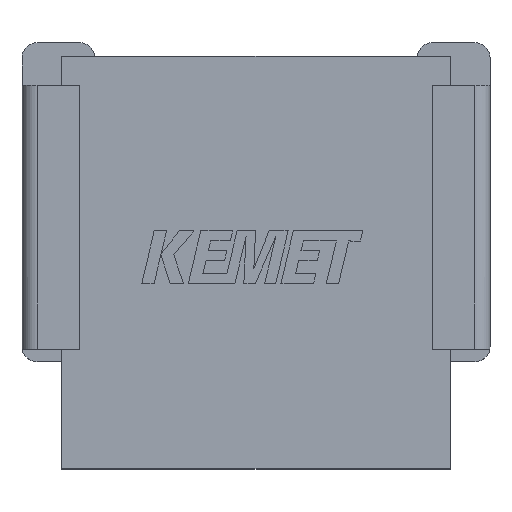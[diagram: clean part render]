
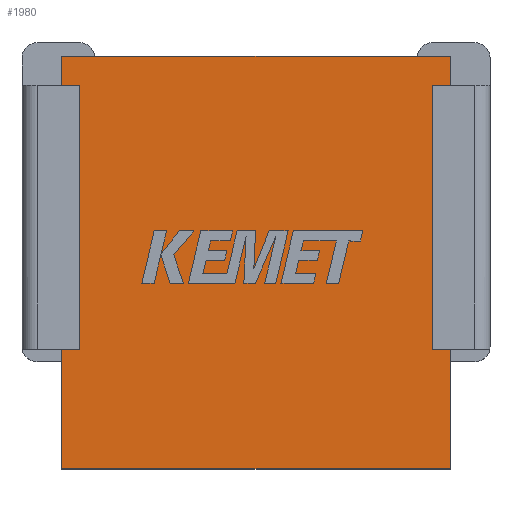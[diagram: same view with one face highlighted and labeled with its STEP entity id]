
A CAD part, top view. The second image highlights one B-rep face of the part: STEP entity #1980.
In plain terms, the highlighted planar face has unit normal (0, 0, 1).
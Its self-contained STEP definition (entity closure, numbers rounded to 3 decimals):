
#29 = CARTESIAN_POINT ( 'NONE',  ( 0.225, 1.509, 0. ) ) ;
#81 = VECTOR ( 'NONE', #1451, 1000. ) ;
#96 = VERTEX_POINT ( 'NONE', #679 ) ;
#112 = EDGE_CURVE ( 'NONE', #1472, #4149, #1075, .T. ) ;
#128 = EDGE_LOOP ( 'NONE', ( #2913, #2632, #1016, #1577, #2382, #3001, #4434, #1338, #4076, #1789, #2012, #2476 ) ) ;
#199 = DIRECTION ( 'NONE',  ( -1., 0., 0. ) ) ;
#214 = VECTOR ( 'NONE', #2062, 1000. ) ;
#248 = CARTESIAN_POINT ( 'NONE',  ( 4.9, 4.837, 0. ) ) ;
#324 = VECTOR ( 'NONE', #199, 1000. ) ;
#402 = CARTESIAN_POINT ( 'NONE',  ( 0., 0., 0. ) ) ;
#406 = VERTEX_POINT ( 'NONE', #4120 ) ;
#424 = LINE ( 'NONE', #29, #81 ) ;
#499 = DIRECTION ( 'NONE',  ( 1., 0., 0. ) ) ;
#538 = DIRECTION ( 'NONE',  ( 0., -1., 0. ) ) ;
#552 = CARTESIAN_POINT ( 'NONE',  ( 4.675, 1.509, 0. ) ) ;
#591 = EDGE_CURVE ( 'NONE', #406, #2704, #1913, .T. ) ;
#632 = LINE ( 'NONE', #1680, #3422 ) ;
#637 = FACE_OUTER_BOUND ( 'NONE', #128, .T. ) ;
#643 = CARTESIAN_POINT ( 'NONE',  ( 0.225, 4.837, 0. ) ) ;
#654 = DIRECTION ( 'NONE',  ( -1., 0., 0. ) ) ;
#679 = CARTESIAN_POINT ( 'NONE',  ( 0., 5.2, 0. ) ) ;
#761 = AXIS2_PLACEMENT_3D ( 'NONE', #3248, #2258, #3752 ) ;
#815 = VECTOR ( 'NONE', #3955, 1000. ) ;
#871 = CARTESIAN_POINT ( 'NONE',  ( 4.9, 5.2, 0. ) ) ;
#915 = CARTESIAN_POINT ( 'NONE',  ( 4.9, 0., 0. ) ) ;
#989 = DIRECTION ( 'NONE',  ( 1., 0., 0. ) ) ;
#1016 = ORIENTED_EDGE ( 'NONE', *, *, #2251, .T. ) ;
#1034 = VECTOR ( 'NONE', #3366, 1000. ) ;
#1067 = CARTESIAN_POINT ( 'NONE',  ( 0., 4.837, 0. ) ) ;
#1075 = LINE ( 'NONE', #3165, #2533 ) ;
#1160 = PLANE ( 'NONE',  #761 ) ;
#1242 = LINE ( 'NONE', #552, #1034 ) ;
#1297 = EDGE_CURVE ( 'NONE', #1310, #2809, #3035, .T. ) ;
#1310 = VERTEX_POINT ( 'NONE', #1705 ) ;
#1338 = ORIENTED_EDGE ( 'NONE', *, *, #3697, .F. ) ;
#1381 = CARTESIAN_POINT ( 'NONE',  ( 4.675, 1.509, 0. ) ) ;
#1451 = DIRECTION ( 'NONE',  ( -1., 0., 0. ) ) ;
#1472 = VERTEX_POINT ( 'NONE', #4432 ) ;
#1515 = DIRECTION ( 'NONE',  ( 0., 1., 0. ) ) ;
#1577 = ORIENTED_EDGE ( 'NONE', *, *, #3848, .T. ) ;
#1680 = CARTESIAN_POINT ( 'NONE',  ( 0., 0., 0. ) ) ;
#1705 = CARTESIAN_POINT ( 'NONE',  ( 0.225, 4.837, 0. ) ) ;
#1781 = EDGE_CURVE ( 'NONE', #4149, #1849, #2911, .T. ) ;
#1789 = ORIENTED_EDGE ( 'NONE', *, *, #1781, .T. ) ;
#1849 = VERTEX_POINT ( 'NONE', #871 ) ;
#1863 = VECTOR ( 'NONE', #1515, 1000. ) ;
#1913 = LINE ( 'NONE', #402, #3211 ) ;
#1980 = ADVANCED_FACE ( 'NONE', ( #637 ), #1160, .F. ) ;
#2012 = ORIENTED_EDGE ( 'NONE', *, *, #2124, .T. ) ;
#2056 = VERTEX_POINT ( 'NONE', #1381 ) ;
#2062 = DIRECTION ( 'NONE',  ( 0., -1., 0. ) ) ;
#2112 = LINE ( 'NONE', #643, #214 ) ;
#2124 = EDGE_CURVE ( 'NONE', #1849, #96, #4500, .T. ) ;
#2153 = VECTOR ( 'NONE', #3602, 1000. ) ;
#2251 = EDGE_CURVE ( 'NONE', #4187, #3303, #424, .T. ) ;
#2258 = DIRECTION ( 'NONE',  ( 0., 0., -1. ) ) ;
#2264 = LINE ( 'NONE', #4054, #815 ) ;
#2368 = VECTOR ( 'NONE', #538, 1000. ) ;
#2382 = ORIENTED_EDGE ( 'NONE', *, *, #591, .T. ) ;
#2476 = ORIENTED_EDGE ( 'NONE', *, *, #2519, .T. ) ;
#2519 = EDGE_CURVE ( 'NONE', #96, #2809, #632, .T. ) ;
#2533 = VECTOR ( 'NONE', #989, 1000. ) ;
#2553 = CARTESIAN_POINT ( 'NONE',  ( 0., 1.509, 0. ) ) ;
#2632 = ORIENTED_EDGE ( 'NONE', *, *, #3891, .T. ) ;
#2668 = VERTEX_POINT ( 'NONE', #4029 ) ;
#2704 = VERTEX_POINT ( 'NONE', #915 ) ;
#2782 = EDGE_CURVE ( 'NONE', #2704, #2668, #4222, .T. ) ;
#2789 = DIRECTION ( 'NONE',  ( 0., -1., 0. ) ) ;
#2809 = VERTEX_POINT ( 'NONE', #1067 ) ;
#2832 = VECTOR ( 'NONE', #654, 1000. ) ;
#2911 = LINE ( 'NONE', #3656, #1863 ) ;
#2913 = ORIENTED_EDGE ( 'NONE', *, *, #1297, .F. ) ;
#3001 = ORIENTED_EDGE ( 'NONE', *, *, #2782, .T. ) ;
#3035 = LINE ( 'NONE', #4481, #324 ) ;
#3165 = CARTESIAN_POINT ( 'NONE',  ( 4.675, 4.837, 0. ) ) ;
#3211 = VECTOR ( 'NONE', #499, 1000. ) ;
#3248 = CARTESIAN_POINT ( 'NONE',  ( 0., 0., 0. ) ) ;
#3303 = VERTEX_POINT ( 'NONE', #2553 ) ;
#3355 = EDGE_CURVE ( 'NONE', #2056, #2668, #1242, .T. ) ;
#3366 = DIRECTION ( 'NONE',  ( 1., 0., 0. ) ) ;
#3422 = VECTOR ( 'NONE', #2789, 1000. ) ;
#3602 = DIRECTION ( 'NONE',  ( 0., 1., 0. ) ) ;
#3656 = CARTESIAN_POINT ( 'NONE',  ( 4.9, 0., 0. ) ) ;
#3697 = EDGE_CURVE ( 'NONE', #1472, #2056, #2264, .T. ) ;
#3719 = LINE ( 'NONE', #4511, #2368 ) ;
#3752 = DIRECTION ( 'NONE',  ( -1., 0., 0. ) ) ;
#3848 = EDGE_CURVE ( 'NONE', #3303, #406, #3719, .T. ) ;
#3891 = EDGE_CURVE ( 'NONE', #1310, #4187, #2112, .T. ) ;
#3900 = CARTESIAN_POINT ( 'NONE',  ( 0.225, 1.509, 0. ) ) ;
#3955 = DIRECTION ( 'NONE',  ( 0., -1., 0. ) ) ;
#4029 = CARTESIAN_POINT ( 'NONE',  ( 4.9, 1.509, 0. ) ) ;
#4054 = CARTESIAN_POINT ( 'NONE',  ( 4.675, 4.837, 0. ) ) ;
#4076 = ORIENTED_EDGE ( 'NONE', *, *, #112, .T. ) ;
#4120 = CARTESIAN_POINT ( 'NONE',  ( 0., 0., 0. ) ) ;
#4144 = CARTESIAN_POINT ( 'NONE',  ( 0., 5.2, 0. ) ) ;
#4149 = VERTEX_POINT ( 'NONE', #248 ) ;
#4187 = VERTEX_POINT ( 'NONE', #3900 ) ;
#4222 = LINE ( 'NONE', #4276, #2153 ) ;
#4276 = CARTESIAN_POINT ( 'NONE',  ( 4.9, 0., 0. ) ) ;
#4432 = CARTESIAN_POINT ( 'NONE',  ( 4.675, 4.837, 0. ) ) ;
#4434 = ORIENTED_EDGE ( 'NONE', *, *, #3355, .F. ) ;
#4481 = CARTESIAN_POINT ( 'NONE',  ( 0.225, 4.837, 0. ) ) ;
#4500 = LINE ( 'NONE', #4144, #2832 ) ;
#4511 = CARTESIAN_POINT ( 'NONE',  ( 0., 0., 0. ) ) ;
